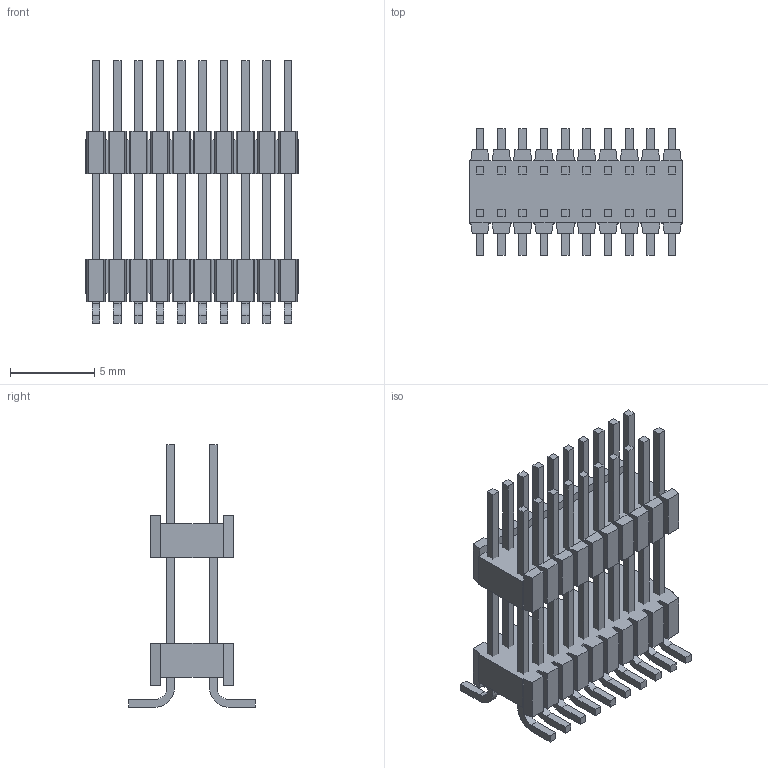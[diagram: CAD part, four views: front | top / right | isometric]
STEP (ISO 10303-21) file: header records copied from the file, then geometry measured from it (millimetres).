
FILE_DESCRIPTION(/* description */ (''),/* implementation_level */ '2;1');
FILE_NAME(/* name */ 'SAMTEC_HDWM-10-59-L-D-450-SM-P.stp',/* time_stamp */ '2017-07-18T14:49:33+02:00',/* author */ ('jchouvet'),/* organization */ (''),/* preprocessor_version */ 'ST-DEVELOPER v16.1',/* originating_system */ 'AutoCAD Mechanical',/* authorisation */ ' ');
FILE_SCHEMA (('AUTOMOTIVE_DESIGN { 1 0 10303 214 3 1 1 }'));
Length unit declared in the file: millimetre
Products named in the file (1): Product
Bounding box: 12.7 x 7.52 x 15.62 mm (x, y, z)
Volume: 329.2 mm3; surface area: 1185.3 mm2
Topology: 42 solids, 42 shells, 572 faces, 1384 edges, 896 vertices
Faces by surface type: plane 532, cylinder 40
Entity records: 16313 total; most frequent: CARTESIAN_POINT 2853, ORIENTED_EDGE 2768, DIRECTION 2610, EDGE_CURVE 1384, LINE 1304, VECTOR 1304, VERTEX_POINT 896, AXIS2_PLACEMENT_3D 653
